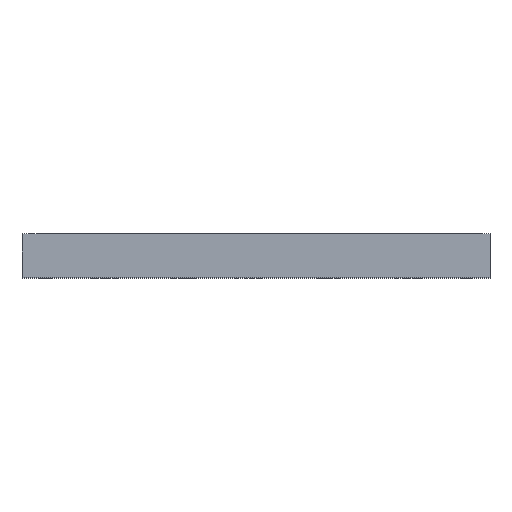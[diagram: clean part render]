
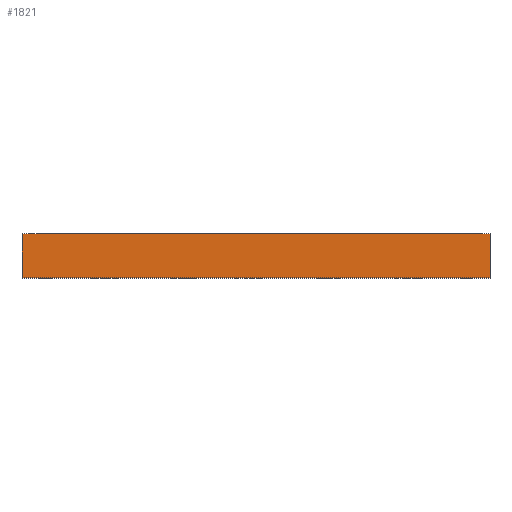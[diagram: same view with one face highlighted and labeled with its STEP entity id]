
A CAD part, top view. The second image highlights one B-rep face of the part: STEP entity #1821.
In plain terms, the highlighted planar face has unit normal (0, 0, 1).
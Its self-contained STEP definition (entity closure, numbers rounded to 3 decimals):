
#138=PLANE('',#2073);
#241=FACE_OUTER_BOUND('',#436,.T.);
#436=EDGE_LOOP('',(#1606,#1607,#1608,#1609));
#538=LINE('',#3110,#649);
#543=LINE('',#3120,#654);
#544=LINE('',#3122,#655);
#545=LINE('',#3123,#656);
#649=VECTOR('',#2607,10.);
#654=VECTOR('',#2618,10.);
#655=VECTOR('',#2619,10.);
#656=VECTOR('',#2620,10.);
#944=VERTEX_POINT('',#3107);
#945=VERTEX_POINT('',#3109);
#947=VERTEX_POINT('',#3119);
#948=VERTEX_POINT('',#3121);
#1170=EDGE_CURVE('',#944,#945,#538,.T.);
#1175=EDGE_CURVE('',#947,#944,#543,.T.);
#1176=EDGE_CURVE('',#948,#947,#544,.T.);
#1177=EDGE_CURVE('',#945,#948,#545,.T.);
#1606=ORIENTED_EDGE('',*,*,#1175,.F.);
#1607=ORIENTED_EDGE('',*,*,#1176,.F.);
#1608=ORIENTED_EDGE('',*,*,#1177,.F.);
#1609=ORIENTED_EDGE('',*,*,#1170,.F.);
#1821=ADVANCED_FACE('',(#241),#138,.T.);
#2073=AXIS2_PLACEMENT_3D('',#3118,#2616,#2617);
#2607=DIRECTION('',(-1.,0.,0.));
#2616=DIRECTION('center_axis',(0.,0.,1.));
#2617=DIRECTION('ref_axis',(1.,0.,0.));
#2618=DIRECTION('',(0.,-1.,0.));
#2619=DIRECTION('',(1.,0.,0.));
#2620=DIRECTION('',(0.,1.,0.));
#3107=CARTESIAN_POINT('',(-3.,-5.,63.));
#3109=CARTESIAN_POINT('',(-63.,-5.,63.));
#3110=CARTESIAN_POINT('',(-63.,-5.,63.));
#3118=CARTESIAN_POINT('Origin',(-63.,0.,63.));
#3119=CARTESIAN_POINT('',(-3.,0.639,63.));
#3120=CARTESIAN_POINT('',(-3.,0.,63.));
#3121=CARTESIAN_POINT('',(-63.,0.639,63.));
#3122=CARTESIAN_POINT('',(-63.,0.639,63.));
#3123=CARTESIAN_POINT('',(-63.,0.,63.));
